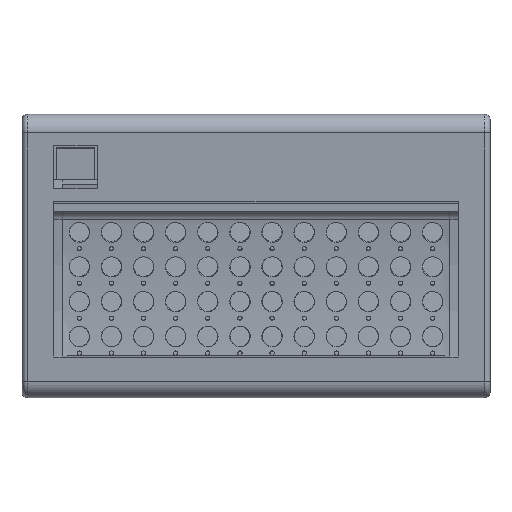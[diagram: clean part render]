
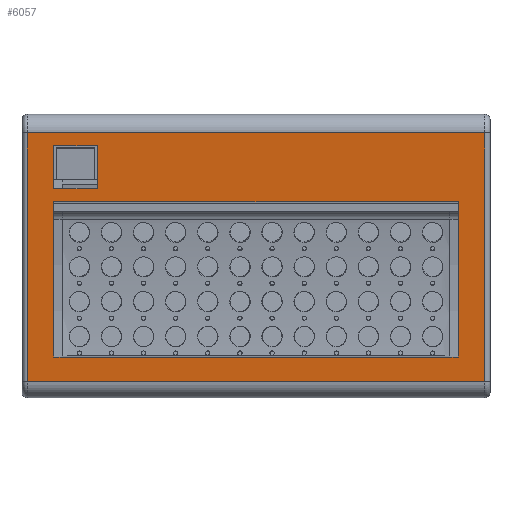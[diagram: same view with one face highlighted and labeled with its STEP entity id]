
A CAD part, top view. The second image highlights one B-rep face of the part: STEP entity #6057.
In plain terms, the highlighted planar face has unit normal (0, -0.113, 0.994).
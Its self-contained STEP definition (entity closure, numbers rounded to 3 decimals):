
#370=FACE_BOUND('',#1607,.T.);
#371=FACE_BOUND('',#1608,.T.);
#774=PLANE('',#6391);
#1060=FACE_OUTER_BOUND('',#1606,.T.);
#1606=EDGE_LOOP('',(#5266,#5267,#5268,#5269));
#1607=EDGE_LOOP('',(#5270,#5271,#5272,#5273));
#1608=EDGE_LOOP('',(#5274,#5275,#5276,#5277,#5278,#5279,#5280,#5281));
#2096=LINE('',#18032,#2500);
#2098=LINE('',#18038,#2502);
#2102=LINE('',#18045,#2506);
#2106=LINE('',#18053,#2510);
#2114=LINE('',#18083,#2518);
#2125=LINE('',#18127,#2529);
#2126=LINE('',#18142,#2530);
#2132=LINE('',#18170,#2536);
#2133=LINE('',#18175,#2537);
#2134=LINE('',#18177,#2538);
#2135=LINE('',#18179,#2539);
#2136=LINE('',#18181,#2540);
#2137=LINE('',#18183,#2541);
#2138=LINE('',#18185,#2542);
#2139=LINE('',#18187,#2543);
#2140=LINE('',#18188,#2544);
#2500=VECTOR('',#7053,10.);
#2502=VECTOR('',#7059,10.);
#2506=VECTOR('',#7065,10.);
#2510=VECTOR('',#7073,10.);
#2518=VECTOR('',#7105,10.);
#2529=VECTOR('',#7144,10.6);
#2530=VECTOR('',#7163,10.);
#2536=VECTOR('',#7189,10.);
#2537=VECTOR('',#7194,10.);
#2538=VECTOR('',#7195,10.);
#2539=VECTOR('',#7196,10.);
#2540=VECTOR('',#7197,10.);
#2541=VECTOR('',#7198,10.);
#2542=VECTOR('',#7199,10.);
#2543=VECTOR('',#7200,10.);
#2544=VECTOR('',#7201,10.);
#3080=VERTEX_POINT('',#18029);
#3081=VERTEX_POINT('',#18031);
#3083=VERTEX_POINT('',#18037);
#3085=VERTEX_POINT('',#18044);
#3095=VERTEX_POINT('',#18076);
#3097=VERTEX_POINT('',#18081);
#3107=VERTEX_POINT('',#18126);
#3111=VERTEX_POINT('',#18136);
#3116=VERTEX_POINT('',#18173);
#3117=VERTEX_POINT('',#18174);
#3118=VERTEX_POINT('',#18176);
#3119=VERTEX_POINT('',#18178);
#3120=VERTEX_POINT('',#18180);
#3121=VERTEX_POINT('',#18182);
#3122=VERTEX_POINT('',#18184);
#3123=VERTEX_POINT('',#18186);
#3801=EDGE_CURVE('',#3081,#3080,#2096,.T.);
#3804=EDGE_CURVE('',#3083,#3081,#2098,.T.);
#3808=EDGE_CURVE('',#3085,#3083,#2102,.T.);
#3813=EDGE_CURVE('',#3080,#3085,#2106,.T.);
#3828=EDGE_CURVE('',#3097,#3095,#2114,.T.);
#3847=EDGE_CURVE('',#3095,#3107,#2125,.T.);
#3854=EDGE_CURVE('',#3107,#3111,#2126,.T.);
#3865=EDGE_CURVE('',#3111,#3097,#2132,.T.);
#3866=EDGE_CURVE('',#3116,#3117,#2133,.T.);
#3867=EDGE_CURVE('',#3117,#3118,#2134,.T.);
#3868=EDGE_CURVE('',#3118,#3119,#2135,.T.);
#3869=EDGE_CURVE('',#3119,#3120,#2136,.T.);
#3870=EDGE_CURVE('',#3120,#3121,#2137,.T.);
#3871=EDGE_CURVE('',#3121,#3122,#2138,.T.);
#3872=EDGE_CURVE('',#3122,#3123,#2139,.T.);
#3873=EDGE_CURVE('',#3123,#3116,#2140,.T.);
#5266=ORIENTED_EDGE('',*,*,#3828,.F.);
#5267=ORIENTED_EDGE('',*,*,#3865,.F.);
#5268=ORIENTED_EDGE('',*,*,#3854,.F.);
#5269=ORIENTED_EDGE('',*,*,#3847,.F.);
#5270=ORIENTED_EDGE('',*,*,#3801,.T.);
#5271=ORIENTED_EDGE('',*,*,#3813,.T.);
#5272=ORIENTED_EDGE('',*,*,#3808,.T.);
#5273=ORIENTED_EDGE('',*,*,#3804,.T.);
#5274=ORIENTED_EDGE('',*,*,#3866,.T.);
#5275=ORIENTED_EDGE('',*,*,#3867,.T.);
#5276=ORIENTED_EDGE('',*,*,#3868,.T.);
#5277=ORIENTED_EDGE('',*,*,#3869,.T.);
#5278=ORIENTED_EDGE('',*,*,#3870,.T.);
#5279=ORIENTED_EDGE('',*,*,#3871,.T.);
#5280=ORIENTED_EDGE('',*,*,#3872,.T.);
#5281=ORIENTED_EDGE('',*,*,#3873,.T.);
#6057=ADVANCED_FACE('',(#1060,#370,#371),#774,.F.);
#6391=AXIS2_PLACEMENT_3D('',#18172,#7192,#7193);
#7053=DIRECTION('',(-1.,0.,0.));
#7059=DIRECTION('',(0.,-0.994,-0.113));
#7065=DIRECTION('',(1.,0.,0.));
#7073=DIRECTION('',(0.,0.994,0.113));
#7105=DIRECTION('',(0.,-0.994,-0.113));
#7144=DIRECTION('',(-1.,0.,0.));
#7163=DIRECTION('',(0.,0.994,0.113));
#7189=DIRECTION('',(1.,0.,0.));
#7192=DIRECTION('center_axis',(0.,0.113,-0.994));
#7193=DIRECTION('ref_axis',(0.,-0.994,-0.113));
#7194=DIRECTION('',(0.,-0.994,-0.113));
#7195=DIRECTION('',(0.,-0.994,-0.113));
#7196=DIRECTION('',(-1.,0.,0.));
#7197=DIRECTION('',(-1.,0.,0.));
#7198=DIRECTION('',(-1.,0.,0.));
#7199=DIRECTION('',(0.,0.994,0.113));
#7200=DIRECTION('',(0.,0.994,0.113));
#7201=DIRECTION('',(1.,0.,0.));
#18029=CARTESIAN_POINT('',(19.,125.389,34.286));
#18031=CARTESIAN_POINT('',(45.,125.389,34.286));
#18032=CARTESIAN_POINT('',(162.5,125.389,34.286));
#18037=CARTESIAN_POINT('',(45.,151.222,37.23));
#18038=CARTESIAN_POINT('',(45.,160.611,38.299));
#18044=CARTESIAN_POINT('',(19.,151.222,37.23));
#18045=CARTESIAN_POINT('',(149.5,151.222,37.23));
#18053=CARTESIAN_POINT('',(19.,147.694,36.828));
#18076=CARTESIAN_POINT('',(277.,9.934,21.132));
#18081=CARTESIAN_POINT('',(277.,158.868,38.101));
#18083=CARTESIAN_POINT('',(277.,83.875,29.556));
#18126=CARTESIAN_POINT('',(3.,9.934,21.132));
#18127=CARTESIAN_POINT('',(280.,9.934,21.132));
#18136=CARTESIAN_POINT('',(3.,158.868,38.101));
#18142=CARTESIAN_POINT('',(3.,167.786,39.117));
#18170=CARTESIAN_POINT('',(280.,158.868,38.101));
#18172=CARTESIAN_POINT('Origin',(280.,170.,39.369));
#18173=CARTESIAN_POINT('',(261.,117.738,33.415));
#18174=CARTESIAN_POINT('',(261.,107.306,32.226));
#18175=CARTESIAN_POINT('',(261.,141.385,36.109));
#18176=CARTESIAN_POINT('',(261.,24.839,22.83));
#18177=CARTESIAN_POINT('',(261.,118.036,33.449));
#18178=CARTESIAN_POINT('',(256.,24.839,22.83));
#18179=CARTESIAN_POINT('',(24.,24.839,22.83));
#18180=CARTESIAN_POINT('',(24.,24.839,22.83));
#18181=CARTESIAN_POINT('',(268.,24.839,22.83));
#18182=CARTESIAN_POINT('',(19.,24.839,22.83));
#18183=CARTESIAN_POINT('',(24.,24.839,22.83));
#18184=CARTESIAN_POINT('',(19.,107.306,32.226));
#18185=CARTESIAN_POINT('',(19.,118.036,33.449));
#18186=CARTESIAN_POINT('',(19.,117.738,33.415));
#18187=CARTESIAN_POINT('',(19.,143.869,36.392));
#18188=CARTESIAN_POINT('',(270.5,117.738,33.415));
